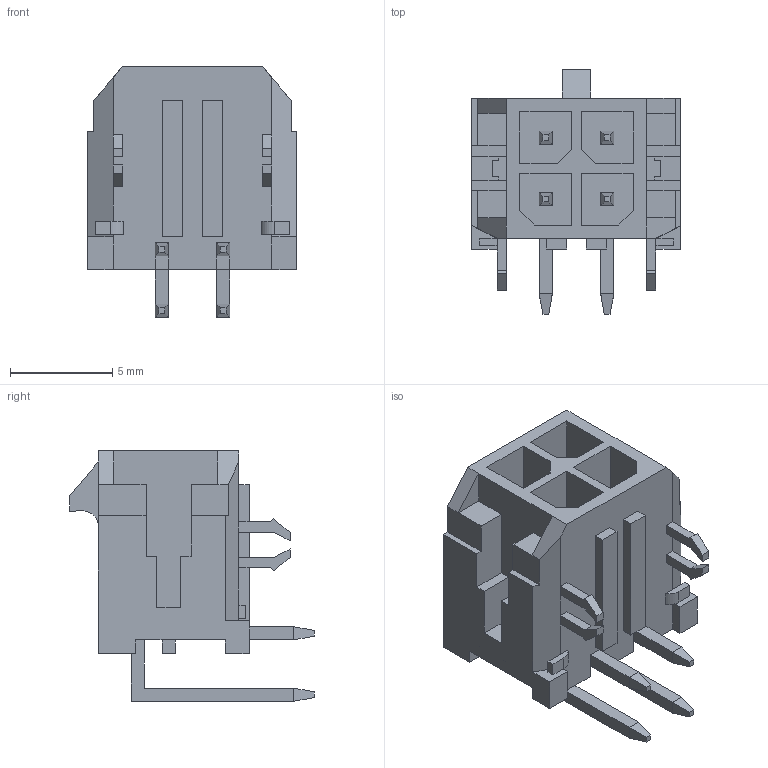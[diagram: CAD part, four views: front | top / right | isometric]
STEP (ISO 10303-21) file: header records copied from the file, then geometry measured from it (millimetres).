
FILE_DESCRIPTION(/* description */ ('STEP AP242','CAx-IF Rec.Pracs.---Representation and Presentation of Product Manufacturing Information (PMI)---4.0---2014-10-13','CAx-IF Rec.Pracs.---3D Tessellated Geometry---0.4---2014-09-14','2;1'),/* implementation_level */ '2;1');
FILE_NAME(/* name */ '68320eae51e9a10b1dfcd3cc',/* time_stamp */ '2025-05-24T18:23:42Z',/* author */ (''),/* organization */ (''),/* preprocessor_version */ 'ST-DEVELOPER v20',/* originating_system */ 'ONSHAPE BY PTC INC, 1.198',/* authorisation */ ' ');
FILE_SCHEMA (('AP242_MANAGED_MODEL_BASED_3D_ENGINEERING_MIM_LF { 1 0 10303 442 1 1 4 }'));
Length unit declared in the file: metre
Products named in the file (1): 0430450423_1
Bounding box: 10.2 x 11.95 x 12.24 mm (x, y, z)
Volume: 442.8 mm3; surface area: 958 mm2
Topology: 1 solids, 1 shells, 279 faces, 721 edges, 456 vertices
Faces by surface type: plane 276, cylinder 3
Entity records: 10205 total; most frequent: CARTESIAN_POINT 1457, ORIENTED_EDGE 1442, DIRECTION 1287, EDGE_CURVE 721, LINE 715, VECTOR 715, VERTEX_POINT 456, EDGE_LOOP 291
